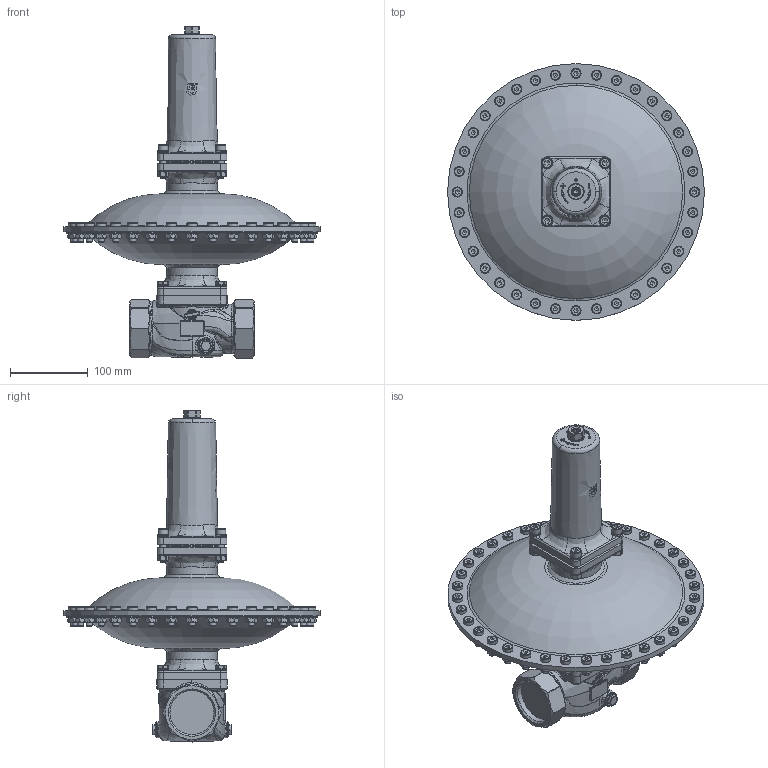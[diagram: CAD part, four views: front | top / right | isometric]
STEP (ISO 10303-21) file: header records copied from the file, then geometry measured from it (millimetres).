
FILE_DESCRIPTION(('HOOPS Exchange Step'),'2;1');
FILE_NAME('UV17_UV18_ISO_DN50.stp','2026-02-26T15:07:43+01:00',('Nutzer'),('Unknown organisation'),'HOOPS Exchange 2024.2','HOOPS Exchange','Unknown authorisation');
FILE_SCHEMA( ('AP203_CONFIGURATION_CONTROLLED_3D_DESIGN_OF_MECHANICAL_PARTS_AND_ASSEMBLIES_MIM_LF') );
Length unit declared in the file: millimetre
Products named in the file (2): 0; root
Assembly tree (1 placements, depth 2):
  root
    0
Bounding box: 330 x 330 x 426.77 mm (x, y, z)
Volume: 5638142.8 mm3; surface area: 375969.5 mm2
Topology: 43 solids, 43 shells, 3023 faces, 8621 edges, 5662 vertices
Faces by surface type: plane 1067, bspline 763, cone 578, cylinder 530, sphere 83, torus 2
Full cylindrical faces by diameter (mm): 3 x1, 6.647 x4, 8 x84, 8.5 x12, 9 x108, 10 x4, 10.106 x1, 11.45 x2, 13 x40, 18 x2, 20 x1, 56.66 x2, 83.4 x2, 86 x1, 330 x1
Entity records: 160168 total; most frequent: CARTESIAN_POINT 90334, ORIENTED_EDGE 16828, DIRECTION 11647, EDGE_CURVE 8414, VERTEX_POINT 5662, AXIS2_PLACEMENT_3D 5057, B_SPLINE_CURVE_WITH_KNOTS 3920, EDGE_LOOP 3321
